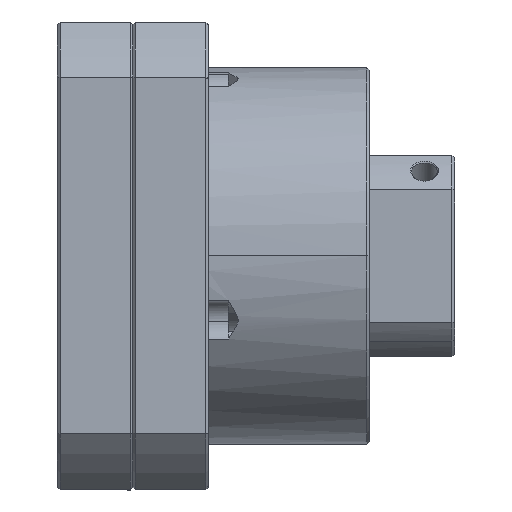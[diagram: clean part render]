
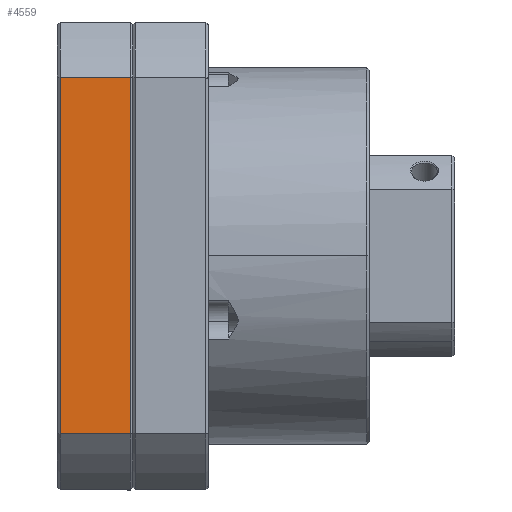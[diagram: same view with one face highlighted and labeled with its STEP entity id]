
A CAD part, top view. The second image highlights one B-rep face of the part: STEP entity #4559.
In plain terms, the highlighted planar face has unit normal (0, 0, -1).
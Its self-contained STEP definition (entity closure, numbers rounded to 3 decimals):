
#561=VECTOR('',#11162,1.);
#567=VECTOR('',#11205,1.);
#568=VECTOR('',#11209,1.);
#569=VECTOR('',#11210,1.);
#744=LINE('',#9658,#561);
#750=LINE('',#10132,#567);
#751=LINE('',#10136,#568);
#752=LINE('',#10138,#569);
#905=PLANE('',#4972);
#1468=VERTEX_POINT('',#9651);
#1469=VERTEX_POINT('',#9657);
#1492=VERTEX_POINT('',#10133);
#1493=VERTEX_POINT('',#10137);
#2329=EDGE_CURVE('',#1468,#1469,#744,.T.);
#2374=EDGE_CURVE('',#1492,#1468,#750,.T.);
#2376=EDGE_CURVE('',#1493,#1469,#751,.T.);
#2377=EDGE_CURVE('',#1492,#1493,#752,.T.);
#3586=ORIENTED_EDGE('',*,*,#2376,.F.);
#3587=ORIENTED_EDGE('',*,*,#2377,.F.);
#3588=ORIENTED_EDGE('',*,*,#2374,.T.);
#3589=ORIENTED_EDGE('',*,*,#2329,.T.);
#3968=EDGE_LOOP('',(#3586,#3587,#3588,#3589));
#4284=FACE_BOUND('',#3968,.T.);
#4559=ADVANCED_FACE('',(#4284),#905,.F.);
#4972=AXIS2_PLACEMENT_3D('',#10135,#11208,$);
#9651=CARTESIAN_POINT('',(-14.5,-35.496,46.5));
#9657=CARTESIAN_POINT('',(-14.5,35.496,46.5));
#9658=CARTESIAN_POINT('',(-14.5,-13.25,46.5));
#10132=CARTESIAN_POINT('',(-57.833,-35.496,46.5));
#10133=CARTESIAN_POINT('',(-0.5,-35.496,46.5));
#10135=CARTESIAN_POINT('',(3.15,-46.5,46.5));
#10136=CARTESIAN_POINT('',(-57.833,35.496,46.5));
#10137=CARTESIAN_POINT('',(-0.5,35.496,46.5));
#10138=CARTESIAN_POINT('',(-0.5,-46.5,46.5));
#11162=DIRECTION('',(0.,1.,0.));
#11205=DIRECTION('',(-1.,0.,0.));
#11208=DIRECTION('',(0.,0.,1.));
#11209=DIRECTION('',(-1.,0.,0.));
#11210=DIRECTION('',(0.,1.,0.));
